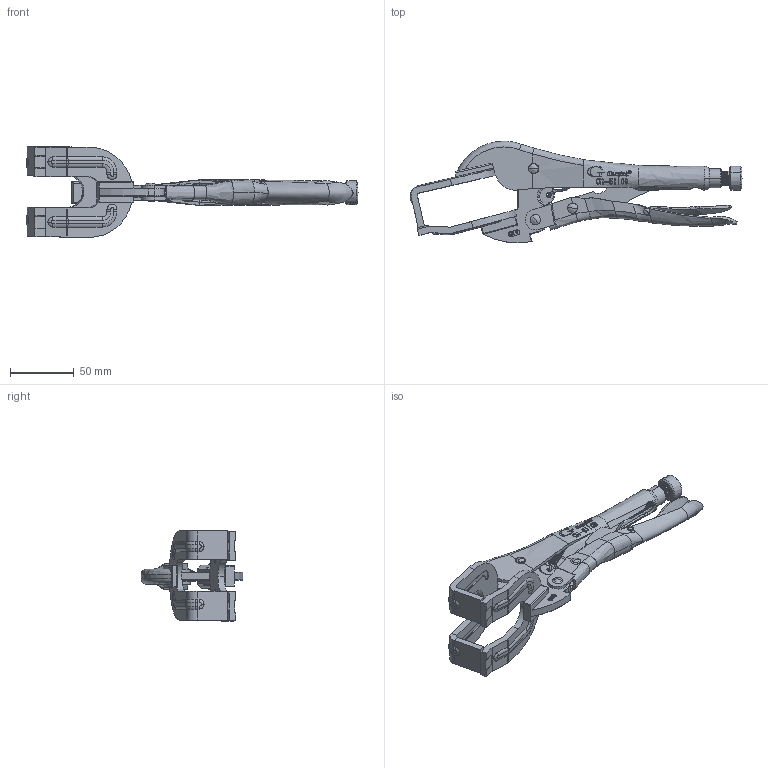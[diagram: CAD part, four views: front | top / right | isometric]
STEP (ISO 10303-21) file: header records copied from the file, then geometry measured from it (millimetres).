
FILE_DESCRIPTION (( 'STEP AP203' ), '1' );
FILE_NAME ('CH-51109.STEP', '2017-12-08T02:01:56', ( 'Windows' ), ( 'Microsoft' ), 'SwSTEP 2.0', 'SolidWorks 2015', '' );
FILE_SCHEMA (( 'CONFIG_CONTROL_DESIGN' ));
Products named in the file (11): CH-511094.8-11諾陑穩隊; 1109粟銅; 奻揤參; CH-511092.9諾陑穩隊; 奻鍼踢璃; 狟揤參; 蹟裝; CH-51109; 賑輸; 悵玸忒參001; 忒梟
Assembly tree (12 placements, depth 2):
  CH-51109
    奻揤參
    奻鍼踢璃
    狟揤參
    蹟裝
    賑輸
    悵玸忒參001
    忒梟
    CH-511094.8-11諾陑穩隊  x3
    1109粟銅
    CH-511092.9諾陑穩隊
Bounding box: 259.75 x 79.52 x 70.95 mm (x, y, z)
Volume: 106504.4 mm3; surface area: 74308.4 mm2
Topology: 20 solids, 22 shells, 1367 faces, 3582 edges, 2282 vertices
Faces by surface type: plane 551, bspline 359, cylinder 301, torus 99, cone 45, sphere 12
Entity records: 102330 total; most frequent: CARTESIAN_POINT 71789, ORIENTED_EDGE 7004, DIRECTION 4714, EDGE_CURVE 3502, VERTEX_POINT 2239, LINE 1584, VECTOR 1584, AXIS2_PLACEMENT_3D 1565
